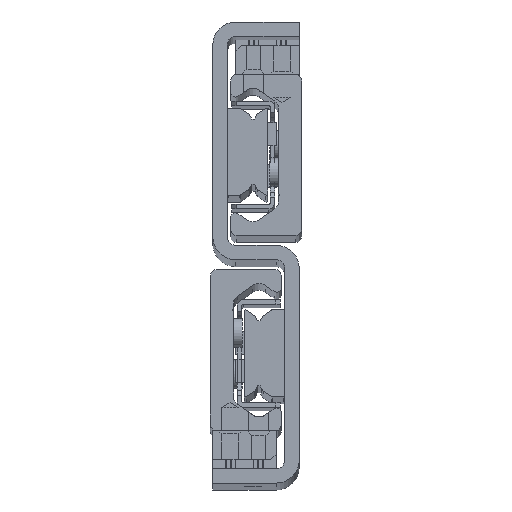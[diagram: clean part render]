
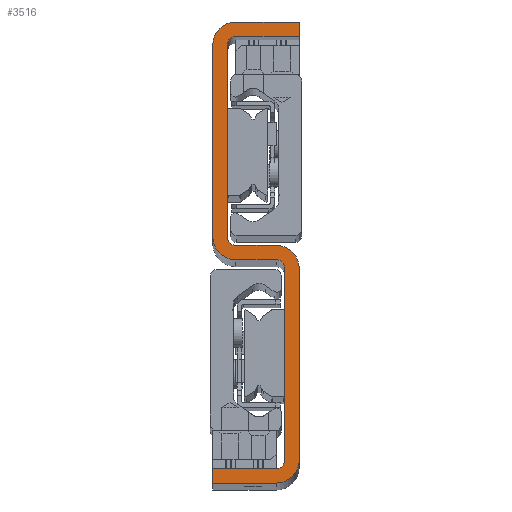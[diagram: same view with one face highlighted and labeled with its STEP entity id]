
A CAD part, top view. The second image highlights one B-rep face of the part: STEP entity #3516.
In plain terms, the highlighted planar face has unit normal (0, 0, 1).
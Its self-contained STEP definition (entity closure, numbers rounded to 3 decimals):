
#2614=CARTESIAN_POINT('',(15.0,80.0,690.0));
#2615=VERTEX_POINT('',#2614);
#2616=CARTESIAN_POINT('',(15.0,77.5,690.0));
#2617=VERTEX_POINT('',#2616);
#2618=CARTESIAN_POINT('',(15.0,80.0,690.0));
#2619=DIRECTION('',(0.0,-1.0,0.0));
#2620=VECTOR('',#2619,2.5);
#2621=LINE('',#2618,#2620);
#2622=EDGE_CURVE('',#2615,#2617,#2621,.T.);
#2654=CARTESIAN_POINT('',(4.,77.5,690.0));
#2655=VERTEX_POINT('',#2654);
#2656=CARTESIAN_POINT('',(15.0,77.5,690.0));
#2657=DIRECTION('',(-1.0,0.0,0.0));
#2658=VECTOR('',#2657,11.);
#2659=LINE('',#2656,#2658);
#2660=EDGE_CURVE('',#2617,#2655,#2659,.T.);
#2712=CARTESIAN_POINT('',(2.5,76.0,690.0));
#2713=VERTEX_POINT('',#2712);
#2714=CARTESIAN_POINT('',(4.,76.0,690.0));
#2715=DIRECTION('',(0.0,0.0,1.0));
#2716=DIRECTION('',(0.0,-1.0,0.0));
#2717=AXIS2_PLACEMENT_3D('',#2714,#2715,#2716);
#2718=CIRCLE('',#2717,1.5);
#2719=EDGE_CURVE('',#2655,#2713,#2718,.T.);
#2745=CARTESIAN_POINT('',(2.5,42.75,690.0));
#2746=VERTEX_POINT('',#2745);
#2747=CARTESIAN_POINT('',(2.5,76.0,690.0));
#2748=DIRECTION('',(0.0,-1.0,0.0));
#2749=VECTOR('',#2748,33.25);
#2750=LINE('',#2747,#2749);
#2751=EDGE_CURVE('',#2713,#2746,#2750,.T.);
#2803=CARTESIAN_POINT('',(4.,41.25,690.0));
#2804=VERTEX_POINT('',#2803);
#2805=CARTESIAN_POINT('',(4.,42.75,690.0));
#2806=DIRECTION('',(0.0,0.0,1.0));
#2807=DIRECTION('',(1.0,0.0,0.0));
#2808=AXIS2_PLACEMENT_3D('',#2805,#2806,#2807);
#2809=CIRCLE('',#2808,1.5);
#2810=EDGE_CURVE('',#2746,#2804,#2809,.T.);
#2836=CARTESIAN_POINT('',(11.,41.25,690.0));
#2837=VERTEX_POINT('',#2836);
#2838=CARTESIAN_POINT('',(4.,41.25,690.0));
#2839=DIRECTION('',(1.0,0.0,0.0));
#2840=VECTOR('',#2839,7.);
#2841=LINE('',#2838,#2840);
#2842=EDGE_CURVE('',#2804,#2837,#2841,.T.);
#2867=CARTESIAN_POINT('',(15.,37.25,690.0));
#2868=VERTEX_POINT('',#2867);
#2869=CARTESIAN_POINT('',(11.,37.25,690.0));
#2870=DIRECTION('',(0.0,0.0,-1.0));
#2871=DIRECTION('',(1.0,0.0,0.0));
#2872=AXIS2_PLACEMENT_3D('',#2869,#2870,#2871);
#2873=CIRCLE('',#2872,4.0);
#2874=EDGE_CURVE('',#2837,#2868,#2873,.T.);
#2900=CARTESIAN_POINT('',(15.,4.,690.0));
#2901=VERTEX_POINT('',#2900);
#2902=CARTESIAN_POINT('',(15.,37.25,690.0));
#2903=DIRECTION('',(0.0,-1.0,0.0));
#2904=VECTOR('',#2903,33.25);
#2905=LINE('',#2902,#2904);
#2906=EDGE_CURVE('',#2868,#2901,#2905,.T.);
#2958=CARTESIAN_POINT('',(11.0,0.,690.0));
#2959=VERTEX_POINT('',#2958);
#2960=CARTESIAN_POINT('',(11.,4.,690.0));
#2961=DIRECTION('',(0.0,0.0,-1.0));
#2962=DIRECTION('',(0.,-1.,0.0));
#2963=AXIS2_PLACEMENT_3D('',#2960,#2961,#2962);
#2964=CIRCLE('',#2963,4.);
#2965=EDGE_CURVE('',#2901,#2959,#2964,.T.);
#2991=CARTESIAN_POINT('',(0.0,0.0,690.0));
#2992=VERTEX_POINT('',#2991);
#2993=CARTESIAN_POINT('',(11.0,0.,690.0));
#2994=DIRECTION('',(-1.0,0.0,0.0));
#2995=VECTOR('',#2994,11.0);
#2996=LINE('',#2993,#2995);
#2997=EDGE_CURVE('',#2959,#2992,#2996,.T.);
#3049=CARTESIAN_POINT('',(0.0,2.5,690.0));
#3050=VERTEX_POINT('',#3049);
#3051=CARTESIAN_POINT('',(0.0,0.0,690.0));
#3052=DIRECTION('',(0.0,1.0,0.0));
#3053=VECTOR('',#3052,2.5);
#3054=LINE('',#3051,#3053);
#3055=EDGE_CURVE('',#2992,#3050,#3054,.T.);
#3080=CARTESIAN_POINT('',(11.,2.5,690.0));
#3081=VERTEX_POINT('',#3080);
#3082=CARTESIAN_POINT('',(0.0,2.5,690.0));
#3083=DIRECTION('',(1.0,0.0,0.0));
#3084=VECTOR('',#3083,11.);
#3085=LINE('',#3082,#3084);
#3086=EDGE_CURVE('',#3050,#3081,#3085,.T.);
#3138=CARTESIAN_POINT('',(12.5,4.0,690.0));
#3139=VERTEX_POINT('',#3138);
#3140=CARTESIAN_POINT('',(11.,4.0,690.0));
#3141=DIRECTION('',(0.0,0.0,1.0));
#3142=DIRECTION('',(0.0,1.0,0.0));
#3143=AXIS2_PLACEMENT_3D('',#3140,#3141,#3142);
#3144=CIRCLE('',#3143,1.5);
#3145=EDGE_CURVE('',#3081,#3139,#3144,.T.);
#3171=CARTESIAN_POINT('',(12.5,37.25,690.0));
#3172=VERTEX_POINT('',#3171);
#3173=CARTESIAN_POINT('',(12.5,4.0,690.0));
#3174=DIRECTION('',(0.0,1.0,0.0));
#3175=VECTOR('',#3174,33.25);
#3176=LINE('',#3173,#3175);
#3177=EDGE_CURVE('',#3139,#3172,#3176,.T.);
#3229=CARTESIAN_POINT('',(11.,38.75,690.0));
#3230=VERTEX_POINT('',#3229);
#3231=CARTESIAN_POINT('',(11.,37.25,690.0));
#3232=DIRECTION('',(0.0,0.0,1.0));
#3233=DIRECTION('',(-1.0,0.0,0.0));
#3234=AXIS2_PLACEMENT_3D('',#3231,#3232,#3233);
#3235=CIRCLE('',#3234,1.5);
#3236=EDGE_CURVE('',#3172,#3230,#3235,.T.);
#3262=CARTESIAN_POINT('',(4.,38.75,690.0));
#3263=VERTEX_POINT('',#3262);
#3264=CARTESIAN_POINT('',(11.,38.75,690.0));
#3265=DIRECTION('',(-1.0,0.0,0.0));
#3266=VECTOR('',#3265,7.);
#3267=LINE('',#3264,#3266);
#3268=EDGE_CURVE('',#3230,#3263,#3267,.T.);
#3293=CARTESIAN_POINT('',(0.0,42.75,690.0));
#3294=VERTEX_POINT('',#3293);
#3295=CARTESIAN_POINT('',(4.,42.75,690.0));
#3296=DIRECTION('',(0.0,0.0,-1.0));
#3297=DIRECTION('',(-1.0,0.0,0.0));
#3298=AXIS2_PLACEMENT_3D('',#3295,#3296,#3297);
#3299=CIRCLE('',#3298,4.);
#3300=EDGE_CURVE('',#3263,#3294,#3299,.T.);
#3326=CARTESIAN_POINT('',(0.0,76.0,690.0));
#3327=VERTEX_POINT('',#3326);
#3328=CARTESIAN_POINT('',(0.0,42.75,690.0));
#3329=DIRECTION('',(0.0,1.0,0.0));
#3330=VECTOR('',#3329,33.25);
#3331=LINE('',#3328,#3330);
#3332=EDGE_CURVE('',#3294,#3327,#3331,.T.);
#3384=CARTESIAN_POINT('',(4.,80.0,690.0));
#3385=VERTEX_POINT('',#3384);
#3386=CARTESIAN_POINT('',(4.,76.0,690.0));
#3387=DIRECTION('',(0.0,0.0,-1.0));
#3388=DIRECTION('',(0.0,1.0,0.0));
#3389=AXIS2_PLACEMENT_3D('',#3386,#3387,#3388);
#3390=CIRCLE('',#3389,4.0);
#3391=EDGE_CURVE('',#3327,#3385,#3390,.T.);
#3417=CARTESIAN_POINT('',(4.,80.0,690.0));
#3418=DIRECTION('',(1.0,0.0,0.0));
#3419=VECTOR('',#3418,11.);
#3420=LINE('',#3417,#3419);
#3421=EDGE_CURVE('',#3385,#2615,#3420,.T.);
#3489=CARTESIAN_POINT('',(7.5,40.,690.0));
#3490=DIRECTION('',(0.0,0.0,1.0));
#3491=DIRECTION('',(1.0,0.0,0.0));
#3492=AXIS2_PLACEMENT_3D('',#3489,#3490,#3491);
#3493=PLANE('',#3492);
#3494=ORIENTED_EDGE('',*,*,#2622,.F.);
#3495=ORIENTED_EDGE('',*,*,#3421,.F.);
#3496=ORIENTED_EDGE('',*,*,#3391,.F.);
#3497=ORIENTED_EDGE('',*,*,#3332,.F.);
#3498=ORIENTED_EDGE('',*,*,#3300,.F.);
#3499=ORIENTED_EDGE('',*,*,#3268,.F.);
#3500=ORIENTED_EDGE('',*,*,#3236,.F.);
#3501=ORIENTED_EDGE('',*,*,#3177,.F.);
#3502=ORIENTED_EDGE('',*,*,#3145,.F.);
#3503=ORIENTED_EDGE('',*,*,#3086,.F.);
#3504=ORIENTED_EDGE('',*,*,#3055,.F.);
#3505=ORIENTED_EDGE('',*,*,#2997,.F.);
#3506=ORIENTED_EDGE('',*,*,#2965,.F.);
#3507=ORIENTED_EDGE('',*,*,#2906,.F.);
#3508=ORIENTED_EDGE('',*,*,#2874,.F.);
#3509=ORIENTED_EDGE('',*,*,#2842,.F.);
#3510=ORIENTED_EDGE('',*,*,#2810,.F.);
#3511=ORIENTED_EDGE('',*,*,#2751,.F.);
#3512=ORIENTED_EDGE('',*,*,#2719,.F.);
#3513=ORIENTED_EDGE('',*,*,#2660,.F.);
#3514=EDGE_LOOP('',(#3494,#3495,#3496,#3497,#3498,#3499,#3500,#3501,#3502,#3503,#3504,#3505,#3506,#3507,#3508,#3509,#3510,#3511,#3512,#3513));
#3515=FACE_OUTER_BOUND('',#3514,.T.);
#3516=ADVANCED_FACE('',(#3515),#3493,.T.);
